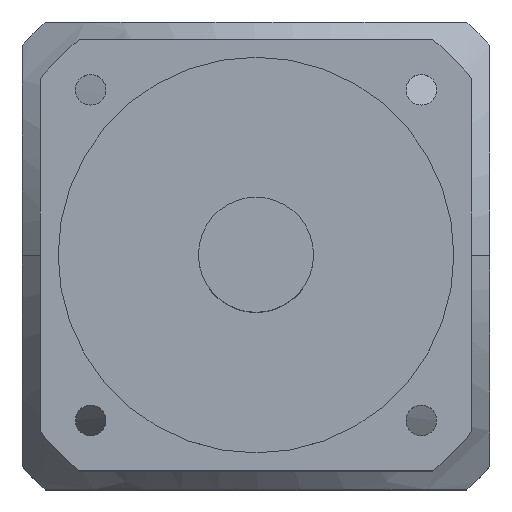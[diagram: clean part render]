
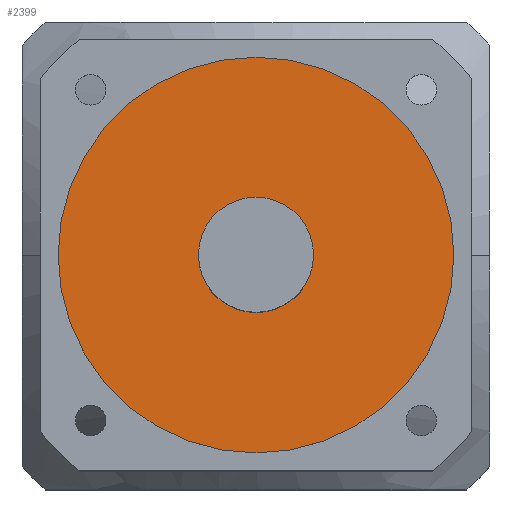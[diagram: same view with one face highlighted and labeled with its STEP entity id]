
A CAD part, top view. The second image highlights one B-rep face of the part: STEP entity #2399.
In plain terms, the highlighted planar face has unit normal (0, 0, 1).
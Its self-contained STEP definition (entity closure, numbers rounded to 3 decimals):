
#1939 = CARTESIAN_POINT ( 'NONE',  ( 0., 0., 171.7 ) ) ;
#2399 = ADVANCED_FACE ( 'NONE', ( #24002, #28373 ), #19531, .T. ) ;
#2638 = DIRECTION ( 'NONE',  ( 1., 0., 0. ) ) ;
#2798 = DIRECTION ( 'NONE',  ( 0., 0., 1. ) ) ;
#2986 = EDGE_LOOP ( 'NONE', ( #17314, #24128 ) ) ;
#3422 = VERTEX_POINT ( 'NONE', #15497 ) ;
#4348 = CARTESIAN_POINT ( 'NONE',  ( 0., 0., 171.7 ) ) ;
#6533 = CIRCLE ( 'NONE', #12271, 16. ) ;
#7529 = EDGE_LOOP ( 'NONE', ( #25084, #19022 ) ) ;
#8541 = EDGE_CURVE ( 'NONE', #15888, #26069, #26832, .T. ) ;
#9403 = CIRCLE ( 'NONE', #29544, 16. ) ;
#9526 = DIRECTION ( 'NONE',  ( 1., 0., 0. ) ) ;
#10154 = CARTESIAN_POINT ( 'NONE',  ( 55., 0., 171.7 ) ) ;
#11683 = DIRECTION ( 'NONE',  ( 0., 0., 1. ) ) ;
#12271 = AXIS2_PLACEMENT_3D ( 'NONE', #14469, #14019, #2638 ) ;
#13242 = AXIS2_PLACEMENT_3D ( 'NONE', #4348, #11683, #22780 ) ;
#14019 = DIRECTION ( 'NONE',  ( 0., 0., 1. ) ) ;
#14469 = CARTESIAN_POINT ( 'NONE',  ( 0., 0., 171.7 ) ) ;
#14535 = VERTEX_POINT ( 'NONE', #28644 ) ;
#15182 = DIRECTION ( 'NONE',  ( 0., 0., 1. ) ) ;
#15497 = CARTESIAN_POINT ( 'NONE',  ( 16., 0., 171.7 ) ) ;
#15733 = DIRECTION ( 'NONE',  ( 1., 0., 0. ) ) ;
#15888 = VERTEX_POINT ( 'NONE', #10154 ) ;
#17065 = CIRCLE ( 'NONE', #13242, 55. ) ;
#17314 = ORIENTED_EDGE ( 'NONE', *, *, #22228, .F. ) ;
#17415 = CARTESIAN_POINT ( 'NONE',  ( 0., 0., 171.7 ) ) ;
#18977 = CARTESIAN_POINT ( 'NONE',  ( 0., 0., 171.7 ) ) ;
#19022 = ORIENTED_EDGE ( 'NONE', *, *, #8541, .T. ) ;
#19380 = DIRECTION ( 'NONE',  ( 1., 0., 0. ) ) ;
#19531 = PLANE ( 'NONE',  #25588 ) ;
#20251 = EDGE_CURVE ( 'NONE', #3422, #14535, #9403, .T. ) ;
#22170 = DIRECTION ( 'NONE',  ( 0., 0., 1. ) ) ;
#22228 = EDGE_CURVE ( 'NONE', #14535, #3422, #6533, .T. ) ;
#22780 = DIRECTION ( 'NONE',  ( 1., 0., 0. ) ) ;
#23177 = EDGE_CURVE ( 'NONE', #26069, #15888, #17065, .T. ) ;
#23474 = AXIS2_PLACEMENT_3D ( 'NONE', #18977, #2798, #9526 ) ;
#24002 = FACE_BOUND ( 'NONE', #2986, .T. ) ;
#24128 = ORIENTED_EDGE ( 'NONE', *, *, #20251, .F. ) ;
#24663 = CARTESIAN_POINT ( 'NONE',  ( -55., 0., 171.7 ) ) ;
#25084 = ORIENTED_EDGE ( 'NONE', *, *, #23177, .T. ) ;
#25588 = AXIS2_PLACEMENT_3D ( 'NONE', #17415, #15182, #19380 ) ;
#26069 = VERTEX_POINT ( 'NONE', #24663 ) ;
#26832 = CIRCLE ( 'NONE', #23474, 55. ) ;
#28373 = FACE_OUTER_BOUND ( 'NONE', #7529, .T. ) ;
#28644 = CARTESIAN_POINT ( 'NONE',  ( -16., 0., 171.7 ) ) ;
#29544 = AXIS2_PLACEMENT_3D ( 'NONE', #1939, #22170, #15733 ) ;
